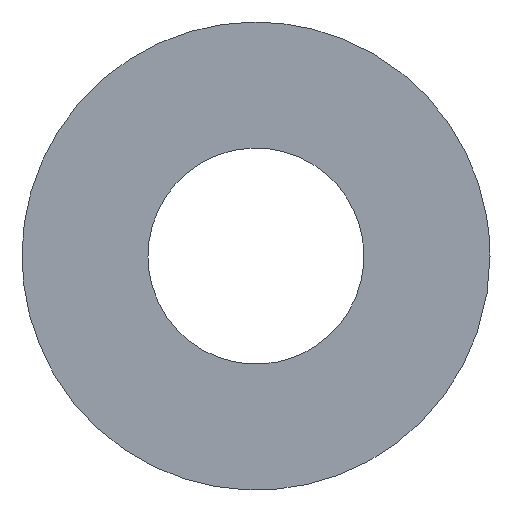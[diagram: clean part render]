
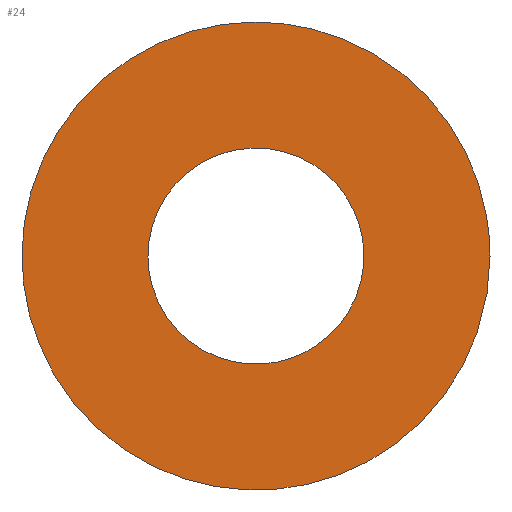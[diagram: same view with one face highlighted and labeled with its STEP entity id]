
A CAD part, left-side view. The second image highlights one B-rep face of the part: STEP entity #24.
In plain terms, the highlighted planar face has unit normal (-1, 0, 0).
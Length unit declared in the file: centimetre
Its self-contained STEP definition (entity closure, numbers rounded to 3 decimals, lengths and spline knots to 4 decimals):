
#24=ADVANCED_FACE('',(#30,#28),#70,.T.);
#28=FACE_BOUND('',#35,.T.);
#30=FACE_OUTER_BOUND('',#34,.T.);
#34=EDGE_LOOP('',(#40));
#35=EDGE_LOOP('',(#41));
#40=ORIENTED_EDGE('',*,*,#53,.F.);
#41=ORIENTED_EDGE('',*,*,#52,.F.);
#52=EDGE_CURVE('',#64,#64,#60,.T.);
#53=EDGE_CURVE('',#65,#65,#61,.T.);
#60=(
BOUNDED_CURVE()
B_SPLINE_CURVE(2,(#144,#145,#146,#147,#148,#149,#150,#151,#152),
 .UNSPECIFIED.,.T.,.F.)
B_SPLINE_CURVE_WITH_KNOTS((3,2,2,2,3),(-18.2212,-13.6659,
-9.1106,-4.5553,0.),.UNSPECIFIED.)
CURVE()
GEOMETRIC_REPRESENTATION_ITEM()
RATIONAL_B_SPLINE_CURVE((1.,0.707,1.,0.707,1.,0.707,
1.,0.707,1.))
REPRESENTATION_ITEM('')
);
#61=(
BOUNDED_CURVE()
B_SPLINE_CURVE(2,(#153,#154,#155,#156,#157,#158,#159,#160,#161),
 .UNSPECIFIED.,.T.,.F.)
B_SPLINE_CURVE_WITH_KNOTS((3,2,2,2,3),(-40.8407,-30.6305,
-20.4204,-10.2102,0.),.UNSPECIFIED.)
CURVE()
GEOMETRIC_REPRESENTATION_ITEM()
RATIONAL_B_SPLINE_CURVE((1.,0.707,1.,0.707,1.,0.707,
1.,0.707,1.))
REPRESENTATION_ITEM('')
);
#64=VERTEX_POINT('',#140);
#65=VERTEX_POINT('',#141);
#70=PLANE('',#92);
#92=AXIS2_PLACEMENT_3D('',#102,#97,$);
#97=DIRECTION('',(-1.,0.,0.));
#102=CARTESIAN_POINT('',(2.5,-4.875,-11.875));
#140=CARTESIAN_POINT('',(2.5,-10.1073,-20.7951));
#141=CARTESIAN_POINT('',(2.5,-19.5,-20.));
#144=CARTESIAN_POINT('',(2.5,-10.1073,-20.7951));
#145=CARTESIAN_POINT('',(2.5,-10.9024,-23.6878));
#146=CARTESIAN_POINT('',(2.5,-13.7951,-22.8927));
#147=CARTESIAN_POINT('',(2.5,-16.6878,-22.0976));
#148=CARTESIAN_POINT('',(2.5,-15.8927,-19.2049));
#149=CARTESIAN_POINT('',(2.5,-15.0976,-16.3122));
#150=CARTESIAN_POINT('',(2.5,-12.2049,-17.1073));
#151=CARTESIAN_POINT('',(2.5,-9.3122,-17.9024));
#152=CARTESIAN_POINT('',(2.5,-10.1073,-20.7951));
#153=CARTESIAN_POINT('',(2.5,-19.5,-20.));
#154=CARTESIAN_POINT('',(2.5,-19.5,-26.5));
#155=CARTESIAN_POINT('',(2.5,-13.,-26.5));
#156=CARTESIAN_POINT('',(2.5,-6.5,-26.5));
#157=CARTESIAN_POINT('',(2.5,-6.5,-20.));
#158=CARTESIAN_POINT('',(2.5,-6.5,-13.5));
#159=CARTESIAN_POINT('',(2.5,-13.,-13.5));
#160=CARTESIAN_POINT('',(2.5,-19.5,-13.5));
#161=CARTESIAN_POINT('',(2.5,-19.5,-20.));
